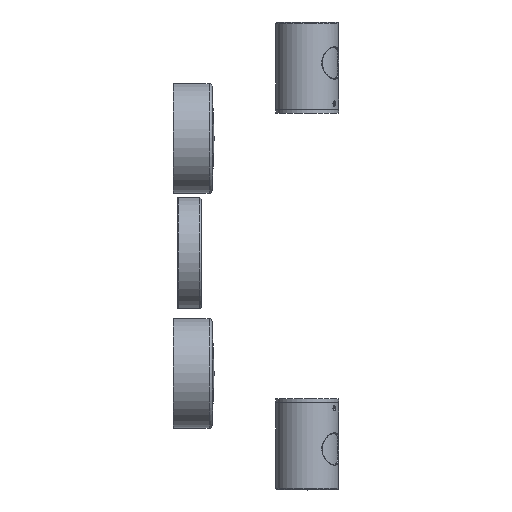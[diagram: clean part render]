
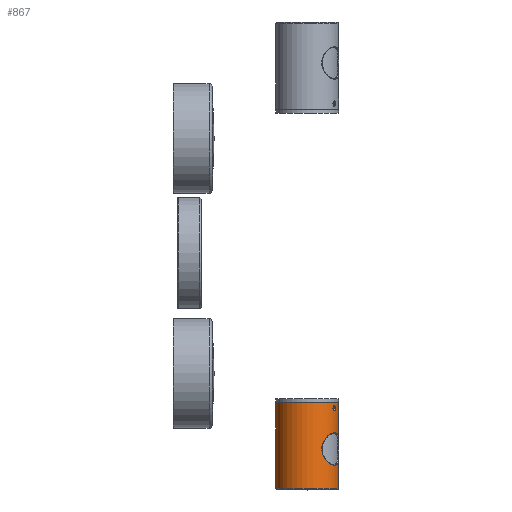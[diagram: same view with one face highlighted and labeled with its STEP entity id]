
A CAD part, top view. The second image highlights one B-rep face of the part: STEP entity #867.
In plain terms, the highlighted cylindrical face has radius 20 mm (diameter 40 mm), a full revolution.
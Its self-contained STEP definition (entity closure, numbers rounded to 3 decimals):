
#97=B_SPLINE_CURVE_WITH_KNOTS('',3,(#2032,#2033,#2034,#2035,#2036,#2037,
#2038,#2039,#2040,#2041,#2042,#2043,#2044,#2045,#2046,#2047,#2048,#2049,
#2050,#2051,#2052,#2053,#2054,#2055,#2056,#2057,#2058,#2059,#2060,#2061,
#2062,#2063,#2064,#2065,#2066,#2067,#2068),.UNSPECIFIED.,.T.,.F.,(1,1,1,
1,1,1,1,1,1,1,1,1,1,1,1,1,1,1,1,1,1,1,1,1,1,1,1,1,1,1,1,1,1,1,1,1,1,1,1,
1,1),(0.436,0.453,0.469,0.503,
0.531,0.559,0.592,0.623,
0.654,0.684,0.715,0.747,
0.75,0.78,0.811,0.842,
0.873,0.905,0.92,0.936,
0.951,0.967,1.001,1.034,1.101,
1.168,1.202,1.235,1.302,1.319,
1.335,1.369,1.402,1.419,1.436,
1.453,1.469,1.503,1.531,1.559,
1.592),.UNSPECIFIED.);
#98=B_SPLINE_CURVE_WITH_KNOTS('',3,(#2071,#2072,#2073,#2074,#2075,#2076,
#2077),.UNSPECIFIED.,.F.,.F.,(4,1,1,1,4),(0.,0.002,0.004,
0.006,0.008),.UNSPECIFIED.);
#99=B_SPLINE_CURVE_WITH_KNOTS('',3,(#2080,#2081,#2082,#2083),
 .UNSPECIFIED.,.F.,.F.,(4,4),(0.,0.039),.UNSPECIFIED.);
#100=B_SPLINE_CURVE_WITH_KNOTS('',3,(#2085,#2086,#2087,#2088,#2089,#2090,
#2091),.UNSPECIFIED.,.F.,.F.,(4,1,1,1,4),(0.,0.002,0.004,
0.006,0.008),.UNSPECIFIED.);
#101=B_SPLINE_CURVE_WITH_KNOTS('',3,(#2093,#2094,#2095,#2096),
 .UNSPECIFIED.,.F.,.F.,(4,4),(0.,0.039),.UNSPECIFIED.);
#102=B_SPLINE_CURVE_WITH_KNOTS('',3,(#2099,#2100,#2101,#2102,#2103,#2104,
#2105),.UNSPECIFIED.,.F.,.F.,(4,1,1,1,4),(0.,0.25,0.5,0.75,1.),
 .UNSPECIFIED.);
#103=B_SPLINE_CURVE_WITH_KNOTS('',3,(#2108,#2109,#2110,#2111,#2112,#2113,
#2114),.UNSPECIFIED.,.F.,.F.,(4,1,1,1,4),(0.,0.25,0.5,0.75,1.),
 .UNSPECIFIED.);
#302=ORIENTED_EDGE('',*,*,#457,.T.);
#303=ORIENTED_EDGE('',*,*,#458,.T.);
#304=ORIENTED_EDGE('',*,*,#459,.T.);
#305=ORIENTED_EDGE('',*,*,#460,.T.);
#306=ORIENTED_EDGE('',*,*,#461,.T.);
#307=ORIENTED_EDGE('',*,*,#456,.F.);
#308=ORIENTED_EDGE('',*,*,#462,.T.);
#309=ORIENTED_EDGE('',*,*,#463,.T.);
#310=ORIENTED_EDGE('',*,*,#464,.T.);
#456=EDGE_CURVE('',#544,#544,#97,.F.);
#457=EDGE_CURVE('',#545,#546,#98,.T.);
#458=EDGE_CURVE('',#546,#547,#99,.T.);
#459=EDGE_CURVE('',#547,#548,#100,.T.);
#460=EDGE_CURVE('',#548,#545,#101,.T.);
#461=EDGE_CURVE('',#549,#549,#599,.F.);
#462=EDGE_CURVE('',#550,#551,#102,.T.);
#463=EDGE_CURVE('',#551,#550,#103,.T.);
#464=EDGE_CURVE('',#552,#552,#600,.F.);
#544=VERTEX_POINT('',#2069);
#545=VERTEX_POINT('',#2078);
#546=VERTEX_POINT('',#2079);
#547=VERTEX_POINT('',#2084);
#548=VERTEX_POINT('',#2092);
#549=VERTEX_POINT('',#2098);
#550=VERTEX_POINT('',#2106);
#551=VERTEX_POINT('',#2107);
#552=VERTEX_POINT('',#2116);
#599=CIRCLE('',#1021,20.);
#600=CIRCLE('',#1022,20.);
#673=EDGE_LOOP('',(#302,#303,#304,#305));
#674=EDGE_LOOP('',(#306));
#675=EDGE_LOOP('',(#307));
#676=EDGE_LOOP('',(#308,#309));
#677=EDGE_LOOP('',(#310));
#769=FACE_BOUND('',#673,.T.);
#770=FACE_BOUND('',#674,.T.);
#771=FACE_BOUND('',#675,.T.);
#772=FACE_BOUND('',#676,.T.);
#773=FACE_BOUND('',#677,.T.);
#822=CYLINDRICAL_SURFACE('',#1020,20.);
#867=ADVANCED_FACE('',(#769,#770,#771,#772,#773),#822,.T.);
#1020=AXIS2_PLACEMENT_3D('',#2070,#1188,#1189);
#1021=AXIS2_PLACEMENT_3D('',#2097,#1190,#1191);
#1022=AXIS2_PLACEMENT_3D('',#2115,#1192,#1193);
#1188=DIRECTION('',(0.,1.,0.));
#1189=DIRECTION('',(0.866,0.,0.5));
#1190=DIRECTION('',(0.,-1.,0.));
#1191=DIRECTION('',(-0.5,0.,0.866));
#1192=DIRECTION('',(0.,1.,0.));
#1193=DIRECTION('',(0.866,0.,0.5));
#2032=CARTESIAN_POINT('',(29.304,-124.917,24.205));
#2033=CARTESIAN_POINT('',(29.143,-123.168,24.288));
#2034=CARTESIAN_POINT('',(29.366,-121.194,24.173));
#2035=CARTESIAN_POINT('',(29.971,-119.262,23.845));
#2036=CARTESIAN_POINT('',(30.911,-117.474,23.279));
#2037=CARTESIAN_POINT('',(32.102,-115.879,22.449));
#2038=CARTESIAN_POINT('',(33.401,-114.576,21.381));
#2039=CARTESIAN_POINT('',(34.725,-113.598,20.083));
#2040=CARTESIAN_POINT('',(36.061,-112.928,18.482));
#2041=CARTESIAN_POINT('',(36.884,-112.757,17.248));
#2042=CARTESIAN_POINT('',(37.63,-112.744,15.972));
#2043=CARTESIAN_POINT('',(38.299,-112.884,14.66));
#2044=CARTESIAN_POINT('',(39.032,-113.465,12.754));
#2045=CARTESIAN_POINT('',(39.539,-114.426,10.898));
#2046=CARTESIAN_POINT('',(39.84,-115.713,9.19));
#2047=CARTESIAN_POINT('',(39.954,-116.998,7.971));
#2048=CARTESIAN_POINT('',(39.993,-118.17,7.136));
#2049=CARTESIAN_POINT('',(40.002,-119.075,6.616));
#2050=CARTESIAN_POINT('',(39.999,-120.059,6.179));
#2051=CARTESIAN_POINT('',(39.987,-121.432,5.741));
#2052=CARTESIAN_POINT('',(39.975,-123.292,5.496));
#2053=CARTESIAN_POINT('',(39.995,-126.291,5.917));
#2054=CARTESIAN_POINT('',(40.035,-129.68,7.78));
#2055=CARTESIAN_POINT('',(39.614,-132.138,10.816));
#2056=CARTESIAN_POINT('',(38.773,-133.324,13.513));
#2057=CARTESIAN_POINT('',(37.553,-133.931,16.302));
#2058=CARTESIAN_POINT('',(36.052,-133.631,18.551));
#2059=CARTESIAN_POINT('',(34.586,-132.777,20.198));
#2060=CARTESIAN_POINT('',(33.625,-132.095,21.168));
#2061=CARTESIAN_POINT('',(32.43,-130.998,22.201));
#2062=CARTESIAN_POINT('',(31.341,-129.635,22.986));
#2063=CARTESIAN_POINT('',(30.579,-128.388,23.477));
#2064=CARTESIAN_POINT('',(30.1,-127.427,23.765));
#2065=CARTESIAN_POINT('',(29.686,-126.351,24.));
#2066=CARTESIAN_POINT('',(29.304,-124.917,24.205));
#2067=CARTESIAN_POINT('',(29.143,-123.168,24.288));
#2068=CARTESIAN_POINT('',(29.366,-121.194,24.173));
#2069=CARTESIAN_POINT('',(29.214,-123.055,24.251));
#2070=CARTESIAN_POINT('',(20.,-149.22,6.5));
#2071=CARTESIAN_POINT('',(4.026,-101.75,-5.535));
#2072=CARTESIAN_POINT('',(4.026,-101.098,-5.535));
#2073=CARTESIAN_POINT('',(3.708,-99.817,-5.13));
#2074=CARTESIAN_POINT('',(2.649,-98.975,-3.522));
#2075=CARTESIAN_POINT('',(1.783,-99.814,-1.795));
#2076=CARTESIAN_POINT('',(1.591,-101.098,-1.317));
#2077=CARTESIAN_POINT('',(1.591,-101.75,-1.317));
#2078=CARTESIAN_POINT('',(4.026,-101.75,-5.535));
#2079=CARTESIAN_POINT('',(1.591,-101.75,-1.317));
#2080=CARTESIAN_POINT('',(1.591,-101.75,-1.317));
#2081=CARTESIAN_POINT('',(1.591,-114.75,-1.317));
#2082=CARTESIAN_POINT('',(1.591,-127.75,-1.317));
#2083=CARTESIAN_POINT('',(1.591,-140.75,-1.317));
#2084=CARTESIAN_POINT('',(1.591,-140.75,-1.317));
#2085=CARTESIAN_POINT('',(1.591,-140.75,-1.317));
#2086=CARTESIAN_POINT('',(1.591,-141.402,-1.317));
#2087=CARTESIAN_POINT('',(1.783,-142.683,-1.795));
#2088=CARTESIAN_POINT('',(2.645,-143.525,-3.516));
#2089=CARTESIAN_POINT('',(3.707,-142.686,-5.129));
#2090=CARTESIAN_POINT('',(4.026,-141.402,-5.535));
#2091=CARTESIAN_POINT('',(4.026,-140.75,-5.535));
#2092=CARTESIAN_POINT('',(4.026,-140.75,-5.535));
#2093=CARTESIAN_POINT('',(4.026,-140.75,-5.535));
#2094=CARTESIAN_POINT('',(4.026,-127.75,-5.535));
#2095=CARTESIAN_POINT('',(4.026,-114.75,-5.535));
#2096=CARTESIAN_POINT('',(4.026,-101.75,-5.535));
#2097=CARTESIAN_POINT('',(20.,-148.35,6.5));
#2098=CARTESIAN_POINT('',(10.,-148.35,23.821));
#2099=CARTESIAN_POINT('',(38.117,-97.252,14.972));
#2100=CARTESIAN_POINT('',(38.117,-97.694,14.972));
#2101=CARTESIAN_POINT('',(37.961,-98.565,15.316));
#2102=CARTESIAN_POINT('',(37.338,-99.134,16.507));
#2103=CARTESIAN_POINT('',(36.616,-98.566,17.647));
#2104=CARTESIAN_POINT('',(36.396,-97.695,17.954));
#2105=CARTESIAN_POINT('',(36.395,-97.252,17.954));
#2106=CARTESIAN_POINT('',(38.117,-97.252,14.972));
#2107=CARTESIAN_POINT('',(36.395,-97.252,17.954));
#2108=CARTESIAN_POINT('',(36.395,-97.252,17.954));
#2109=CARTESIAN_POINT('',(36.396,-96.809,17.954));
#2110=CARTESIAN_POINT('',(36.616,-95.938,17.647));
#2111=CARTESIAN_POINT('',(37.335,-95.369,16.511));
#2112=CARTESIAN_POINT('',(37.962,-95.937,15.316));
#2113=CARTESIAN_POINT('',(38.117,-96.808,14.972));
#2114=CARTESIAN_POINT('',(38.117,-97.252,14.972));
#2115=CARTESIAN_POINT('',(20.,-93.75,6.5));
#2116=CARTESIAN_POINT('',(37.321,-93.75,16.5));
